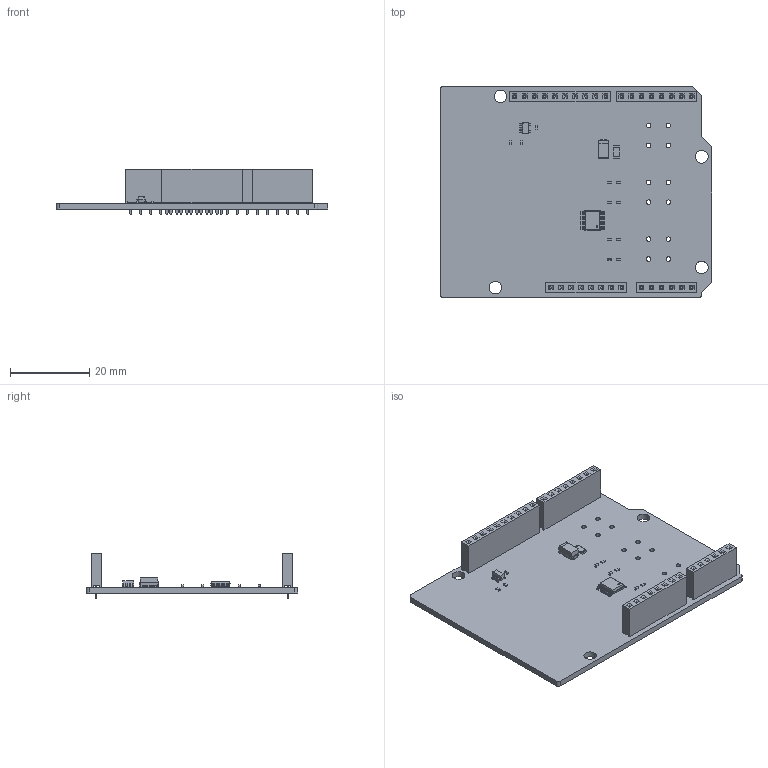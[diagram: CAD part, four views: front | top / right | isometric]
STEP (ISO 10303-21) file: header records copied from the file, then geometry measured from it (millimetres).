
FILE_DESCRIPTION(('KiCad electronic assembly'),'2;1');
FILE_NAME('dreh_shield-3D_0.1.step','2025-12-14T17:38:54',('Pcbnew'),( 'Kicad'),'Open CASCADE STEP processor 7.8','KiCad to STEP converter' ,'Unknown');
FILE_SCHEMA(('AUTOMOTIVE_DESIGN { 1 0 10303 214 1 1 1 1 }'));
Length unit declared in the file: millimetre
Products named in the file (11): dreh_shield-3D_0.1 1; PinSocket_1x08_P2.54mm_Vertical; PinSocket_1x06_P2.54mm_Vertical; PinSocket_1x10_P2.54mm_Vertical; R_0402_1005Metric; C_0402_1005Metric; SOT-23-5; QSOP-16_3.9x4.9mm_P0.635mm; Fuse_1206_3216Metric; D_SMA; kibot_vob3nzfb_PCB
Assembly tree (20 placements, depth 2):
  dreh_shield-3D_0.1 1
    PinSocket_1x08_P2.54mm_Vertical  x2
    PinSocket_1x06_P2.54mm_Vertical
    PinSocket_1x10_P2.54mm_Vertical
    R_0402_1005Metric  x7
    C_0402_1005Metric  x4
    SOT-23-5
    QSOP-16_3.9x4.9mm_P0.635mm
    Fuse_1206_3216Metric
    D_SMA
    kibot_vob3nzfb_PCB
Bounding box: 68.58 x 53.34 x 11.6 mm (x, y, z)
Volume: 7064 mm3; surface area: 10714.4 mm2
Topology: 20 solids, 20 shells, 1652 faces, 4349 edges, 2812 vertices
Faces by surface type: plane 1367, cylinder 251, bspline 34
Full cylindrical faces by diameter (mm): 1 x32, 1.15 x12, 3.2 x4
Entity records: 48306 total; most frequent: CARTESIAN_POINT 6580, ORIENTED_EDGE 6313, DIRECTION 5797, EDGE_CURVE 3157, LINE 2763, VECTOR 2763, VERTEX_POINT 2036, AXIS2_PLACEMENT_3D 1517
